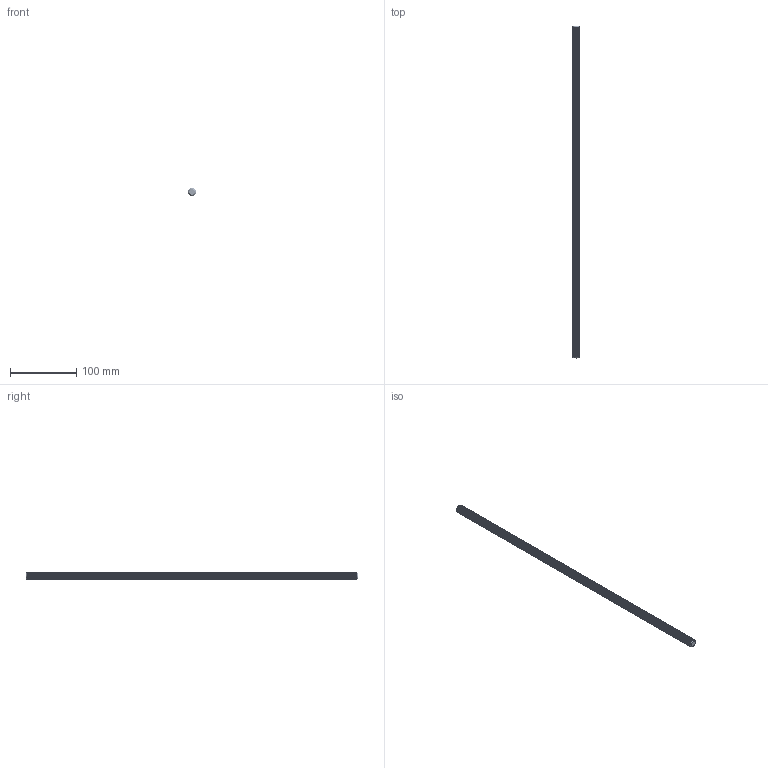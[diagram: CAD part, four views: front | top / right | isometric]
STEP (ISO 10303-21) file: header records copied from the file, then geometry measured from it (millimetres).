
FILE_DESCRIPTION(/* description */ (''),/* implementation_level */ '2;1');
FILE_NAME(/* name */ 'Lead Screw Tr 1 x 2 v2.step',/* time_stamp */ '2021-06-14T00:34:47-05:00',/* author */ (''),/* organization */ (''),/* preprocessor_version */ 'ST-DEVELOPER v18.1',/* originating_system */ 'Autodesk Translation Framework v10.9.0.1377',/* authorisation */ '');
FILE_SCHEMA (('AUTOMOTIVE_DESIGN { 1 0 10303 214 3 1 1 }'));
Length unit declared in the file: inch
Products named in the file (1): Lead Screw Tr 1 x 2
Bounding box: 11.93 x 500 x 11.93 mm (x, y, z)
Volume: 45371.7 mm3; surface area: 33346.3 mm2
Topology: 1 solids, 1 shells, 506 faces, 1508 edges, 1004 vertices
Faces by surface type: cylinder 498, plane 4, bspline 2, cone 2
Full cylindrical faces by diameter (mm): 9.339 x177, 11.91 x106
Entity records: 44493 total; most frequent: CARTESIAN_POINT 32846, ORIENTED_EDGE 3016, DIRECTION 1528, EDGE_CURVE 1508, VERTEX_POINT 1004, B_SPLINE_CURVE_WITH_KNOTS 1000, AXIS2_PLACEMENT_3D 515, FACE_OUTER_BOUND 506
